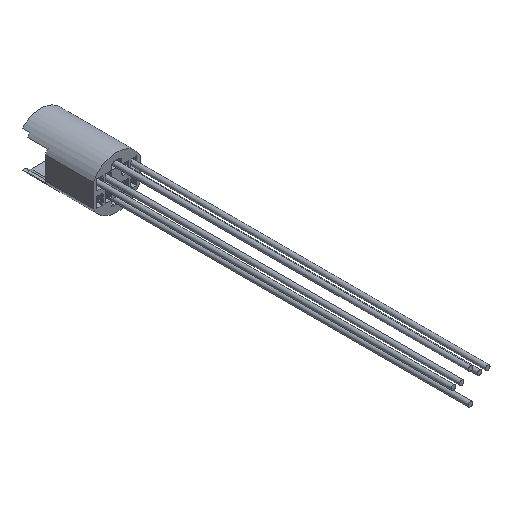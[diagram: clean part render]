
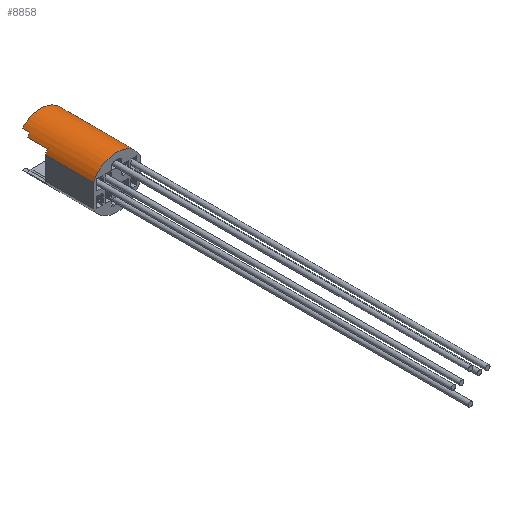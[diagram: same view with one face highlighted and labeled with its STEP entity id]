
A CAD part, isometric view. The second image highlights one B-rep face of the part: STEP entity #8858.
In plain terms, the highlighted cylindrical face has radius 10.3 mm (diameter 20.6 mm), a partial arc.
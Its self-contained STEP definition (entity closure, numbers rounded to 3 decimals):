
#88=CYLINDRICAL_SURFACE('',#9355,10.3);
#160=CIRCLE('',#9323,10.3);
#161=CIRCLE('',#9327,10.3);
#172=CIRCLE('',#9344,10.3);
#174=CIRCLE('',#9347,10.3);
#176=CIRCLE('',#9349,10.3);
#178=CIRCLE('',#9356,10.3);
#600=FACE_OUTER_BOUND('',#1074,.T.);
#1074=EDGE_LOOP('',(#6932,#6933,#6934,#6935,#6936,#6937,#6938,#6939,#6940,
#6941,#6942,#6943));
#2093=LINE('',#13988,#3119);
#2095=LINE('',#13993,#3121);
#2102=LINE('',#14010,#3128);
#2103=LINE('',#14014,#3129);
#2115=LINE('',#14056,#3141);
#2124=LINE('',#14085,#3150);
#3119=VECTOR('',#10839,10.);
#3121=VECTOR('',#10843,10.);
#3128=VECTOR('',#10858,10.);
#3129=VECTOR('',#10861,10.);
#3141=VECTOR('',#10905,10.);
#3150=VECTOR('',#10942,10.);
#4010=VERTEX_POINT('',#13985);
#4011=VERTEX_POINT('',#13987);
#4012=VERTEX_POINT('',#13991);
#4013=VERTEX_POINT('',#13992);
#4017=VERTEX_POINT('',#14002);
#4019=VERTEX_POINT('',#14008);
#4020=VERTEX_POINT('',#14012);
#4021=VERTEX_POINT('',#14013);
#4034=VERTEX_POINT('',#14053);
#4035=VERTEX_POINT('',#14055);
#4038=VERTEX_POINT('',#14067);
#4041=VERTEX_POINT('',#14084);
#5076=EDGE_CURVE('',#4011,#4010,#2093,.T.);
#5078=EDGE_CURVE('',#4012,#4013,#2095,.T.);
#5084=EDGE_CURVE('',#4010,#4017,#160,.T.);
#5087=EDGE_CURVE('',#4017,#4019,#2102,.T.);
#5088=EDGE_CURVE('',#4020,#4021,#2103,.T.);
#5092=EDGE_CURVE('',#4021,#4012,#161,.T.);
#5110=EDGE_CURVE('',#4034,#4035,#2115,.T.);
#5114=EDGE_CURVE('',#4011,#4013,#172,.T.);
#5118=EDGE_CURVE('',#4019,#4038,#174,.T.);
#5121=EDGE_CURVE('',#4034,#4020,#176,.T.);
#5126=EDGE_CURVE('',#4038,#4041,#2124,.T.);
#5127=EDGE_CURVE('',#4041,#4035,#178,.T.);
#6932=ORIENTED_EDGE('',*,*,#5078,.T.);
#6933=ORIENTED_EDGE('',*,*,#5114,.F.);
#6934=ORIENTED_EDGE('',*,*,#5076,.T.);
#6935=ORIENTED_EDGE('',*,*,#5084,.T.);
#6936=ORIENTED_EDGE('',*,*,#5087,.T.);
#6937=ORIENTED_EDGE('',*,*,#5118,.T.);
#6938=ORIENTED_EDGE('',*,*,#5126,.T.);
#6939=ORIENTED_EDGE('',*,*,#5127,.T.);
#6940=ORIENTED_EDGE('',*,*,#5110,.F.);
#6941=ORIENTED_EDGE('',*,*,#5121,.T.);
#6942=ORIENTED_EDGE('',*,*,#5088,.T.);
#6943=ORIENTED_EDGE('',*,*,#5092,.T.);
#8858=ADVANCED_FACE('',(#600),#88,.T.);
#9323=AXIS2_PLACEMENT_3D('',#14004,#10852,#10853);
#9327=AXIS2_PLACEMENT_3D('',#14021,#10867,#10868);
#9344=AXIS2_PLACEMENT_3D('',#14062,#10912,#10913);
#9347=AXIS2_PLACEMENT_3D('',#14069,#10920,#10921);
#9349=AXIS2_PLACEMENT_3D('',#14073,#10925,#10926);
#9355=AXIS2_PLACEMENT_3D('',#14083,#10940,#10941);
#9356=AXIS2_PLACEMENT_3D('',#14086,#10943,#10944);
#10839=DIRECTION('',(0.,-1.,0.));
#10843=DIRECTION('',(0.,1.,0.));
#10852=DIRECTION('center_axis',(0.,-1.,0.));
#10853=DIRECTION('ref_axis',(-0.898,0.,-0.44));
#10858=DIRECTION('',(0.,-1.,0.));
#10861=DIRECTION('',(0.,1.,0.));
#10867=DIRECTION('center_axis',(0.,-1.,0.));
#10868=DIRECTION('ref_axis',(-0.898,0.,-0.44));
#10905=DIRECTION('',(0.,-1.,0.));
#10912=DIRECTION('center_axis',(0.,1.,0.));
#10913=DIRECTION('ref_axis',(-0.898,0.,-0.44));
#10920=DIRECTION('center_axis',(0.,-1.,0.));
#10921=DIRECTION('ref_axis',(-0.898,0.,-0.44));
#10925=DIRECTION('center_axis',(0.,-1.,0.));
#10926=DIRECTION('ref_axis',(-0.898,0.,-0.44));
#10940=DIRECTION('center_axis',(0.,-1.,0.));
#10941=DIRECTION('ref_axis',(-0.898,0.,-0.44));
#10942=DIRECTION('',(0.,-1.,0.));
#10943=DIRECTION('center_axis',(0.,1.,0.));
#10944=DIRECTION('ref_axis',(-0.898,0.,-0.44));
#13985=CARTESIAN_POINT('',(-7.365,9.,7.15));
#13987=CARTESIAN_POINT('',(-7.365,12.,7.15));
#13988=CARTESIAN_POINT('',(-7.365,12.,7.15));
#13991=CARTESIAN_POINT('',(7.365,9.,7.15));
#13992=CARTESIAN_POINT('',(7.365,12.,7.15));
#13993=CARTESIAN_POINT('',(7.365,12.,7.15));
#14002=CARTESIAN_POINT('',(-8.335,9.,6.));
#14004=CARTESIAN_POINT('Origin',(0.,9.,-0.051));
#14008=CARTESIAN_POINT('',(-8.335,1.,6.));
#14010=CARTESIAN_POINT('',(-8.335,12.,6.));
#14012=CARTESIAN_POINT('',(8.335,1.,6.));
#14013=CARTESIAN_POINT('',(8.335,9.,6.));
#14014=CARTESIAN_POINT('',(8.335,12.,6.));
#14021=CARTESIAN_POINT('Origin',(0.,9.,-0.051));
#14053=CARTESIAN_POINT('',(9.25,1.,4.48));
#14055=CARTESIAN_POINT('',(9.25,-18.,4.48));
#14056=CARTESIAN_POINT('',(9.25,12.,4.48));
#14062=CARTESIAN_POINT('Origin',(0.,12.,-0.051));
#14067=CARTESIAN_POINT('',(-9.25,1.,4.48));
#14069=CARTESIAN_POINT('Origin',(0.,1.,
-0.051));
#14073=CARTESIAN_POINT('Origin',(0.,1.,
-0.051));
#14083=CARTESIAN_POINT('Origin',(0.,12.,-0.051));
#14084=CARTESIAN_POINT('',(-9.25,-18.,4.48));
#14085=CARTESIAN_POINT('',(-9.25,12.,4.48));
#14086=CARTESIAN_POINT('Origin',(0.,-18.,-0.051));
